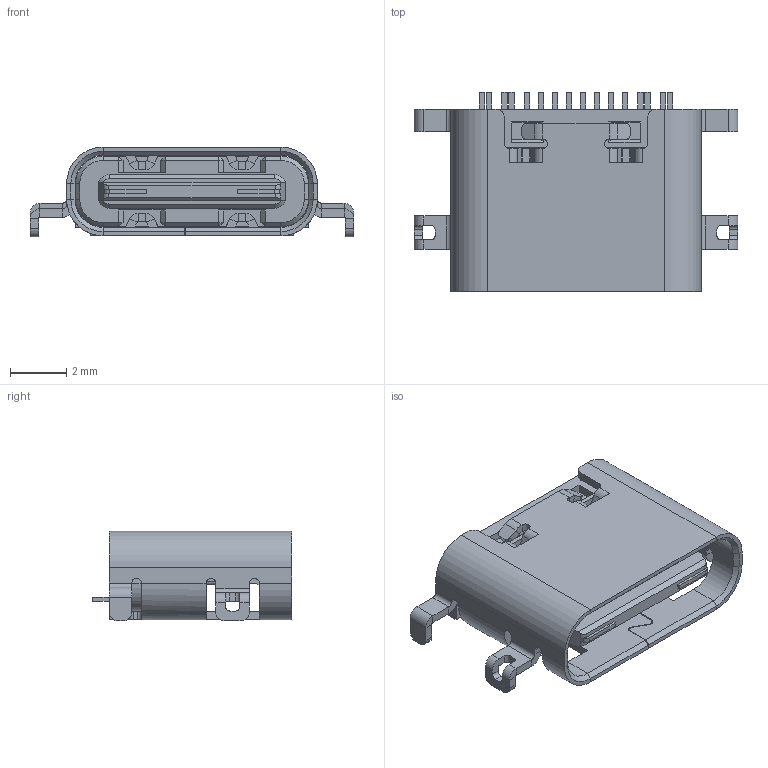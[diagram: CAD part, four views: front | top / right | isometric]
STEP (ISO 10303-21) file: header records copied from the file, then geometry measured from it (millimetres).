
FILE_DESCRIPTION(/* description */ (''),/* implementation_level */ '2;1');
FILE_NAME(/* name */ 'HRO-TYPE-C-31-M-13.step',/* time_stamp */ '2023-06-11T11:36:14+01:00',/* author */ (''),/* organization */ (''),/* preprocessor_version */ 'ST-DEVELOPER v19.2',/* originating_system */ 'Autodesk Translation Framework v12.6.0.85',/* authorisation */ '');
FILE_SCHEMA (('AUTOMOTIVE_DESIGN { 1 0 10303 214 3 1 1 }'));
Length unit declared in the file: millimetre
Products named in the file (2): (Unsaved); TYPE-C-31-M-13 part
Assembly tree (1 placements, depth 2):
  (Unsaved)
    TYPE-C-31-M-13 part
Bounding box: 11.54 x 7.1 x 3.2 mm (x, y, z)
Volume: 95.2 mm3; surface area: 434.4 mm2
Topology: 18 solids, 18 shells, 648 faces, 1560 edges, 936 vertices
Faces by surface type: plane 468, cylinder 154, cone 22, torus 4
Entity records: 18472 total; most frequent: DIRECTION 3184, CARTESIAN_POINT 3183, ORIENTED_EDGE 3120, EDGE_CURVE 1560, LINE 1230, VECTOR 1230, AXIS2_PLACEMENT_3D 977, VERTEX_POINT 936
